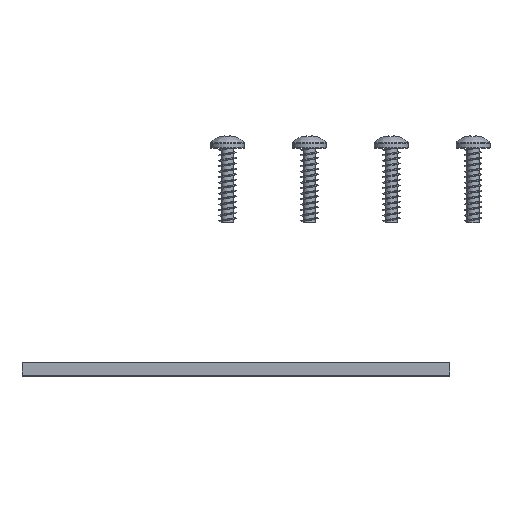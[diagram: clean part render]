
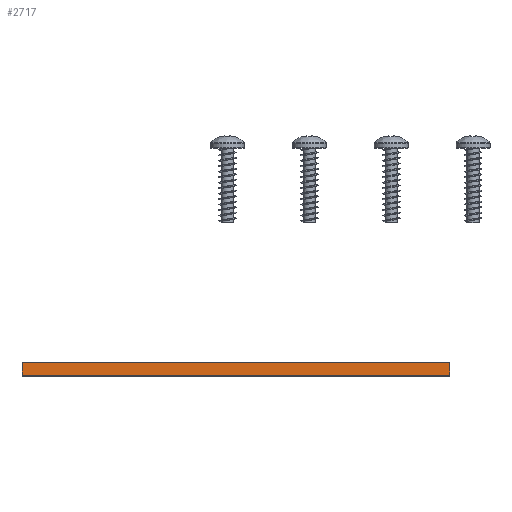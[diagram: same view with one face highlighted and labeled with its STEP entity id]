
A CAD part, top view. The second image highlights one B-rep face of the part: STEP entity #2717.
In plain terms, the highlighted planar face has unit normal (0, 0, 1).
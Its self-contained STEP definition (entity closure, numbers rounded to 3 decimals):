
#231 = LINE ( 'NONE', #3358, #3891 ) ;
#300 = CARTESIAN_POINT ( 'NONE',  ( 104.5, 3., 0. ) ) ;
#305 = ORIENTED_EDGE ( 'NONE', *, *, #7229, .T. ) ;
#312 = CARTESIAN_POINT ( 'NONE',  ( 0., 3., 0. ) ) ;
#524 = CARTESIAN_POINT ( 'NONE',  ( 0., 3., 0. ) ) ;
#688 = CARTESIAN_POINT ( 'NONE',  ( 0., 0., 0. ) ) ;
#976 = VERTEX_POINT ( 'NONE', #300 ) ;
#1968 = DIRECTION ( 'NONE',  ( 0., 0., -1. ) ) ;
#2086 = ORIENTED_EDGE ( 'NONE', *, *, #2874, .F. ) ;
#2717 = ADVANCED_FACE ( 'NONE', ( #4515 ), #3841, .F. ) ;
#2806 = VECTOR ( 'NONE', #3135, 1000. ) ;
#2867 = CARTESIAN_POINT ( 'NONE',  ( 104.5, 3., 0. ) ) ;
#2874 = EDGE_CURVE ( 'NONE', #976, #3569, #4299, .T. ) ;
#3135 = DIRECTION ( 'NONE',  ( 1., 0., 0. ) ) ;
#3358 = CARTESIAN_POINT ( 'NONE',  ( 0., 3., 0. ) ) ;
#3569 = VERTEX_POINT ( 'NONE', #6307 ) ;
#3841 = PLANE ( 'NONE',  #8080 ) ;
#3891 = VECTOR ( 'NONE', #5840, 1000. ) ;
#4107 = VECTOR ( 'NONE', #7309, 1000. ) ;
#4299 = LINE ( 'NONE', #2867, #4107 ) ;
#4381 = VECTOR ( 'NONE', #6058, 1000. ) ;
#4515 = FACE_OUTER_BOUND ( 'NONE', #4613, .T. ) ;
#4613 = EDGE_LOOP ( 'NONE', ( #305, #2086, #5415, #7141 ) ) ;
#5415 = ORIENTED_EDGE ( 'NONE', *, *, #7675, .F. ) ;
#5581 = VERTEX_POINT ( 'NONE', #524 ) ;
#5731 = CARTESIAN_POINT ( 'NONE',  ( 0., 3., 0. ) ) ;
#5840 = DIRECTION ( 'NONE',  ( 0., -1., 0. ) ) ;
#5947 = LINE ( 'NONE', #7585, #2806 ) ;
#6058 = DIRECTION ( 'NONE',  ( 1., 0., 0. ) ) ;
#6307 = CARTESIAN_POINT ( 'NONE',  ( 104.5, 0., 0. ) ) ;
#6376 = DIRECTION ( 'NONE',  ( -1., 0., 0. ) ) ;
#6883 = VERTEX_POINT ( 'NONE', #688 ) ;
#7141 = ORIENTED_EDGE ( 'NONE', *, *, #8318, .T. ) ;
#7229 = EDGE_CURVE ( 'NONE', #6883, #3569, #5947, .T. ) ;
#7309 = DIRECTION ( 'NONE',  ( 0., -1., 0. ) ) ;
#7585 = CARTESIAN_POINT ( 'NONE',  ( 0., 0., 0. ) ) ;
#7675 = EDGE_CURVE ( 'NONE', #5581, #976, #7784, .T. ) ;
#7784 = LINE ( 'NONE', #312, #4381 ) ;
#8080 = AXIS2_PLACEMENT_3D ( 'NONE', #5731, #1968, #6376 ) ;
#8318 = EDGE_CURVE ( 'NONE', #5581, #6883, #231, .T. ) ;
